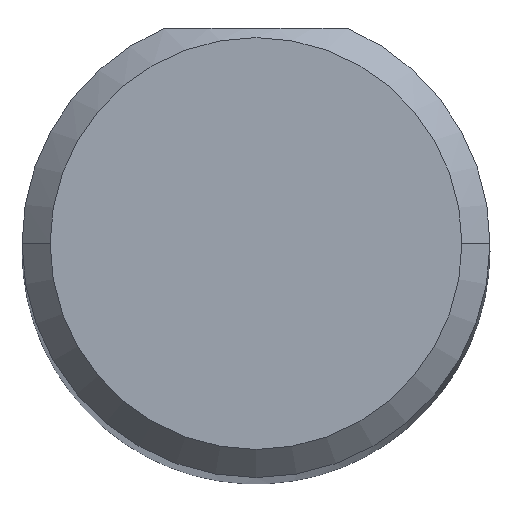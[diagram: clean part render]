
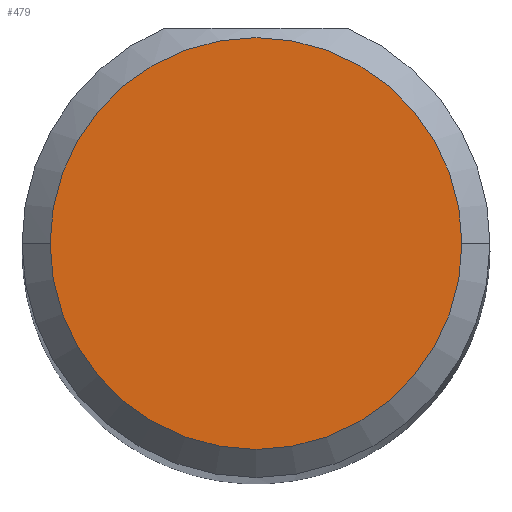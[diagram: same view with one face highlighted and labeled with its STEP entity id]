
A CAD part, top view. The second image highlights one B-rep face of the part: STEP entity #479.
In plain terms, the highlighted planar face has unit normal (0, 0, 1).
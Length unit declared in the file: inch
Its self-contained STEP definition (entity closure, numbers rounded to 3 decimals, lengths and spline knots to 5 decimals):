
#48 = CARTESIAN_POINT ( 'NONE',  ( 0., 0., 2.5 ) ) ;
#87 = ORIENTED_EDGE ( 'NONE', *, *, #362, .T. ) ;
#100 = PLANE ( 'NONE',  #278 ) ;
#109 = DIRECTION ( 'NONE',  ( 1., 0., 0. ) ) ;
#116 = CARTESIAN_POINT ( 'NONE',  ( 0.11, 0., 2.5 ) ) ;
#149 = CARTESIAN_POINT ( 'NONE',  ( 0., 0., 2.5 ) ) ;
#169 = VERTEX_POINT ( 'NONE', #116 ) ;
#247 = VERTEX_POINT ( 'NONE', #248 ) ;
#248 = CARTESIAN_POINT ( 'NONE',  ( -0.11, 0., 2.5 ) ) ;
#278 = AXIS2_PLACEMENT_3D ( 'NONE', #149, #349, #109 ) ;
#301 = CIRCLE ( 'NONE', #403, 0.11 ) ;
#321 = EDGE_CURVE ( 'NONE', #169, #247, #384, .T. ) ;
#349 = DIRECTION ( 'NONE',  ( 0., 0., 1. ) ) ;
#362 = EDGE_CURVE ( 'NONE', #247, #169, #301, .T. ) ;
#371 = DIRECTION ( 'NONE',  ( 1., 0., 0. ) ) ;
#373 = DIRECTION ( 'NONE',  ( 0., 0., 1. ) ) ;
#378 = ORIENTED_EDGE ( 'NONE', *, *, #321, .T. ) ;
#384 = CIRCLE ( 'NONE', #473, 0.11 ) ;
#403 = AXIS2_PLACEMENT_3D ( 'NONE', #48, #498, #371 ) ;
#459 = CARTESIAN_POINT ( 'NONE',  ( 0., 0., 2.5 ) ) ;
#473 = AXIS2_PLACEMENT_3D ( 'NONE', #459, #373, #508 ) ;
#479 = ADVANCED_FACE ( 'NONE', ( #480 ), #100, .T. ) ;
#480 = FACE_OUTER_BOUND ( 'NONE', #482, .T. ) ;
#482 = EDGE_LOOP ( 'NONE', ( #87, #378 ) ) ;
#498 = DIRECTION ( 'NONE',  ( 0., 0., 1. ) ) ;
#508 = DIRECTION ( 'NONE',  ( 1., 0., 0. ) ) ;
